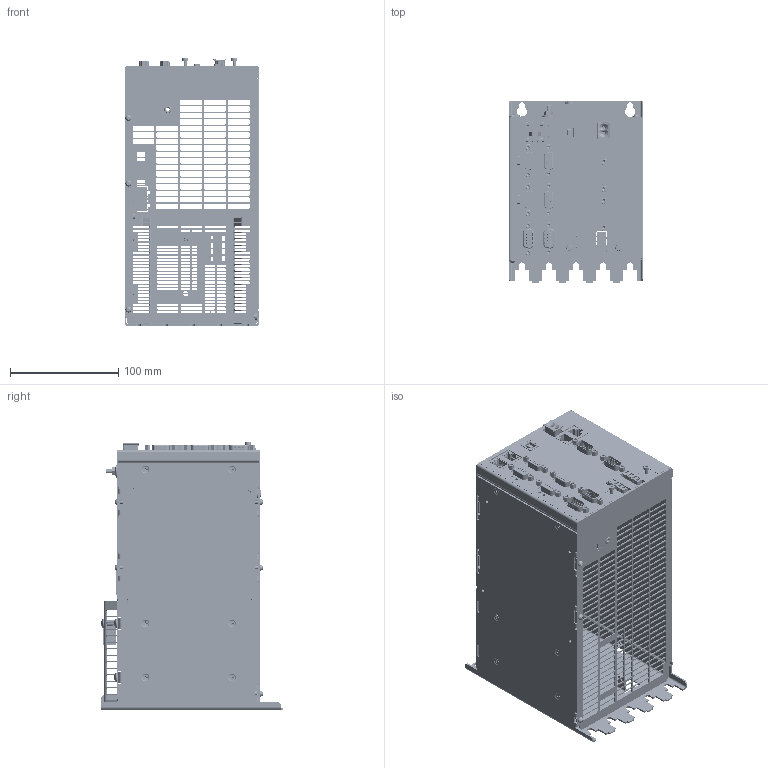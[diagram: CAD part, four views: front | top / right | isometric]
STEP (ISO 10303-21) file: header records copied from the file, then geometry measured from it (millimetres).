
FILE_DESCRIPTION((''),'2;1');
FILE_NAME('ACCURET_VHP100','2015-06-23T',('CH5999'),(''),'PRO/ENGINEER BY PARAMETRIC TECHNOLOGY CORPORATION, 2014000','PRO/ENGINEER BY PARAMETRIC TECHNOLOGY CORPORATION, 2014000','');
FILE_SCHEMA(('CONFIG_CONTROL_DESIGN'));
Products named in the file (1): ACCURET_VHP100
Bounding box: 124.5 x 168.1 x 247.4 mm (x, y, z)
Volume: 143394.3 mm3; surface area: 336032 mm2
Topology: 17 solids, 73 shells, 11429 faces, 29717 edges, 18685 vertices
Faces by surface type: plane 6352, cylinder 3833, cone 563, bspline 298, torus 186, extrusion 119, sphere 48, revolution 30
Entity records: 366650 total; most frequent: CARTESIAN_POINT 84357, ORIENTED_EDGE 58832, DIRECTION 57991, EDGE_CURVE 29601, AXIS2_PLACEMENT_3D 19532, VECTOR 18897, LINE 18778, VERTEX_POINT 18680
